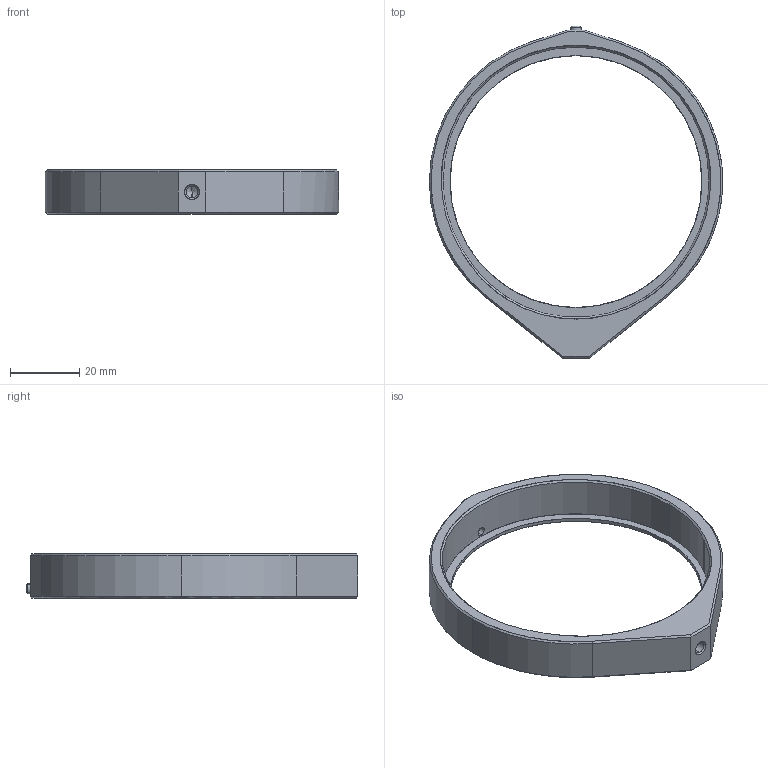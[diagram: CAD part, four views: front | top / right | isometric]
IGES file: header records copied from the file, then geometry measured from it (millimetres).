
Start section: SolidWorks IGES file using analytic representation for surfaces
Global section: file name: Web Model 18702_18702.igs; native system: SolidWorks 2018; preprocessor: SolidWorks 2018; author: JPoff; date: 211223.105318; units: millimetre
Bounding box: 84.5 x 95.6 x 12.7 mm (x, y, z)
Surface area: 9916.4 mm2 (no closed solid volume)
Topology: 0 solids, 0 shells, 93 faces, 944 edges, 942 vertices
Faces by surface type: revolution 55, bspline 38
